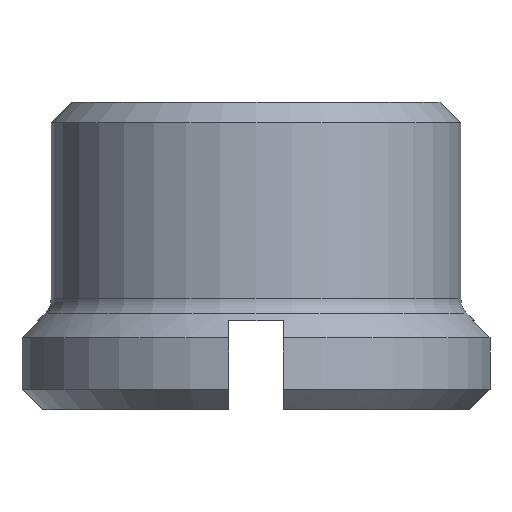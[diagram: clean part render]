
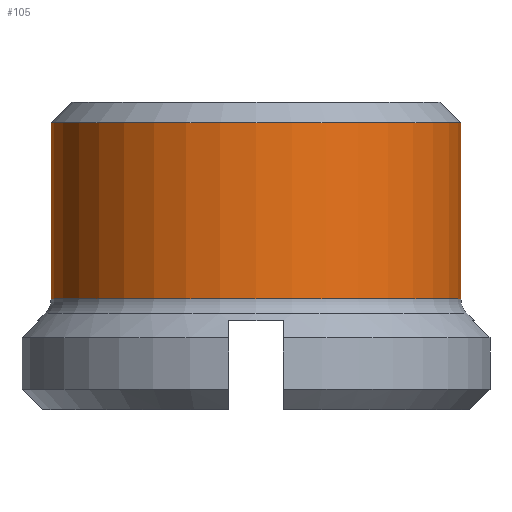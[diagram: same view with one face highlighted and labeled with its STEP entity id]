
A CAD part, left-side view. The second image highlights one B-rep face of the part: STEP entity #105.
In plain terms, the highlighted cylindrical face has radius 3 mm (diameter 6 mm), a partial arc.
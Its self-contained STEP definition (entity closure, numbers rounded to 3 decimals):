
#44=CYLINDRICAL_SURFACE('',#758,3.);
#105=ADVANCED_FACE('',(#156),#44,.T.);
#156=FACE_OUTER_BOUND('',#192,.T.);
#192=EDGE_LOOP('',(#461,#462,#463,#464));
#211=LINE('',#1123,#251);
#212=LINE('',#1125,#252);
#251=VECTOR('',#863,1.);
#252=VECTOR('',#864,1.);
#461=ORIENTED_EDGE('',*,*,#584,.T.);
#462=ORIENTED_EDGE('',*,*,#579,.F.);
#463=ORIENTED_EDGE('',*,*,#583,.F.);
#464=ORIENTED_EDGE('',*,*,#622,.F.);
#509=VERTEX_POINT('',#1116);
#510=VERTEX_POINT('',#1117);
#511=VERTEX_POINT('',#1124);
#512=VERTEX_POINT('',#1126);
#579=EDGE_CURVE('',#509,#510,#647,.T.);
#583=EDGE_CURVE('',#511,#509,#211,.T.);
#584=EDGE_CURVE('',#512,#510,#212,.T.);
#622=EDGE_CURVE('',#512,#511,#662,.T.);
#647=CIRCLE('',#718,3.);
#662=CIRCLE('',#756,3.);
#718=AXIS2_PLACEMENT_3D('',#1115,#851,#852);
#756=AXIS2_PLACEMENT_3D('',#1229,#949,#950);
#758=AXIS2_PLACEMENT_3D('',#1231,#953,#954);
#851=DIRECTION('',(0.,0.,-1.));
#852=DIRECTION('',(0.,-1.,0.));
#863=DIRECTION('',(0.,0.,-1.));
#864=DIRECTION('',(0.,0.,-1.));
#949=DIRECTION('',(0.,0.,1.));
#950=DIRECTION('',(0.,1.,0.));
#953=DIRECTION('',(0.,0.,1.));
#954=DIRECTION('',(0.,1.,0.));
#1115=CARTESIAN_POINT('',(0.,0.,1.624));
#1116=CARTESIAN_POINT('',(0.,-3.,1.624));
#1117=CARTESIAN_POINT('',(0.,3.,1.624));
#1123=CARTESIAN_POINT('',(0.,-3.,1.624));
#1124=CARTESIAN_POINT('',(0.,-3.,4.2));
#1125=CARTESIAN_POINT('',(0.,3.,1.624));
#1126=CARTESIAN_POINT('',(0.,3.,4.2));
#1229=CARTESIAN_POINT('',(0.,0.,4.2));
#1231=CARTESIAN_POINT('',(0.,0.,-0.225));
